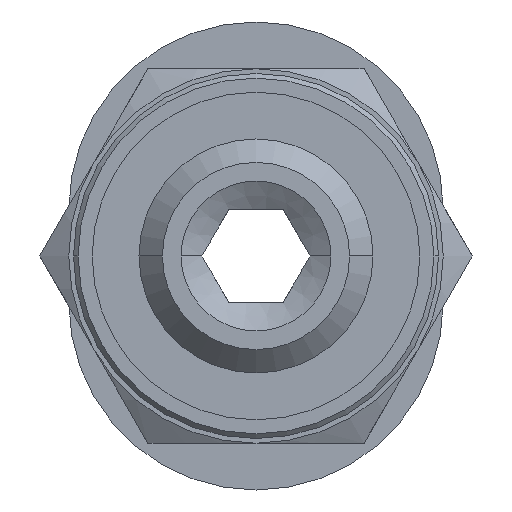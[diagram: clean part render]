
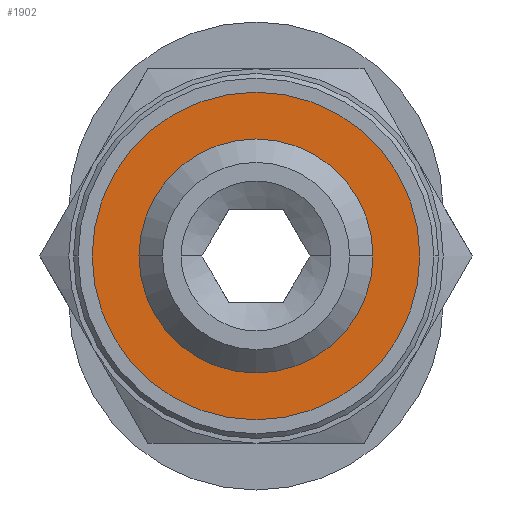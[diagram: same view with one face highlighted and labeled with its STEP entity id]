
A CAD part, front view. The second image highlights one B-rep face of the part: STEP entity #1902.
In plain terms, the highlighted face is planar.
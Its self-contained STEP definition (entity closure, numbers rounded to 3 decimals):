
#210=CARTESIAN_POINT('',(-3.5,8.55,0.));
#211=VERTEX_POINT('',#210);
#220=CARTESIAN_POINT('',(3.5,8.55,0.));
#221=VERTEX_POINT('',#220);
#222=CARTESIAN_POINT('',(0.0,8.55,0.));
#223=DIRECTION('',(0.0,1.0,0.0));
#224=DIRECTION('',(-1.0,0.0,0.0));
#225=AXIS2_PLACEMENT_3D('',#222,#223,#224);
#226=CIRCLE('',#225,3.5);
#227=EDGE_CURVE('',#221,#211,#226,.T.);
#447=CARTESIAN_POINT('',(0.0,8.55,2.45));
#448=VERTEX_POINT('',#447);
#456=CARTESIAN_POINT('',(0.,8.55,-2.45));
#457=VERTEX_POINT('',#456);
#458=CARTESIAN_POINT('',(0.0,8.55,0.));
#459=DIRECTION('',(0.0,1.0,0.0));
#460=DIRECTION('',(1.0,0.0,0.0));
#461=AXIS2_PLACEMENT_3D('',#458,#459,#460);
#462=CIRCLE('',#461,2.45);
#463=EDGE_CURVE('',#448,#457,#462,.T.);
#1844=CARTESIAN_POINT('',(-2.45,8.55,0.));
#1845=VERTEX_POINT('',#1844);
#1846=CARTESIAN_POINT('',(0.0,8.55,0.));
#1847=DIRECTION('',(0.0,1.0,0.0));
#1848=DIRECTION('',(1.0,0.0,0.0));
#1849=AXIS2_PLACEMENT_3D('',#1846,#1847,#1848);
#1850=CIRCLE('',#1849,2.45);
#1851=EDGE_CURVE('',#457,#1845,#1850,.T.);
#1853=CARTESIAN_POINT('',(0.0,8.55,0.));
#1854=DIRECTION('',(0.0,1.0,0.0));
#1855=DIRECTION('',(1.0,0.0,0.0));
#1856=AXIS2_PLACEMENT_3D('',#1853,#1854,#1855);
#1857=CIRCLE('',#1856,2.45);
#1858=EDGE_CURVE('',#1845,#448,#1857,.T.);
#1882=CARTESIAN_POINT('',(-2.875,8.55,0.));
#1883=DIRECTION('',(0.0,-1.0,0.0));
#1884=DIRECTION('',(0.0,0.0,-1.0));
#1885=AXIS2_PLACEMENT_3D('',#1882,#1883,#1884);
#1886=PLANE('',#1885);
#1887=CARTESIAN_POINT('',(0.0,8.55,0.));
#1888=DIRECTION('',(0.0,1.0,0.0));
#1889=DIRECTION('',(-1.0,0.0,0.0));
#1890=AXIS2_PLACEMENT_3D('',#1887,#1888,#1889);
#1891=CIRCLE('',#1890,3.5);
#1892=EDGE_CURVE('',#211,#221,#1891,.T.);
#1893=ORIENTED_EDGE('',*,*,#1892,.T.);
#1894=ORIENTED_EDGE('',*,*,#227,.T.);
#1895=EDGE_LOOP('',(#1893,#1894));
#1896=FACE_OUTER_BOUND('',#1895,.T.);
#1897=ORIENTED_EDGE('',*,*,#1858,.F.);
#1898=ORIENTED_EDGE('',*,*,#1851,.F.);
#1899=ORIENTED_EDGE('',*,*,#463,.F.);
#1900=EDGE_LOOP('',(#1897,#1898,#1899));
#1901=FACE_BOUND('',#1900,.T.);
#1902=ADVANCED_FACE('',(#1896,#1901),#1886,.F.);
